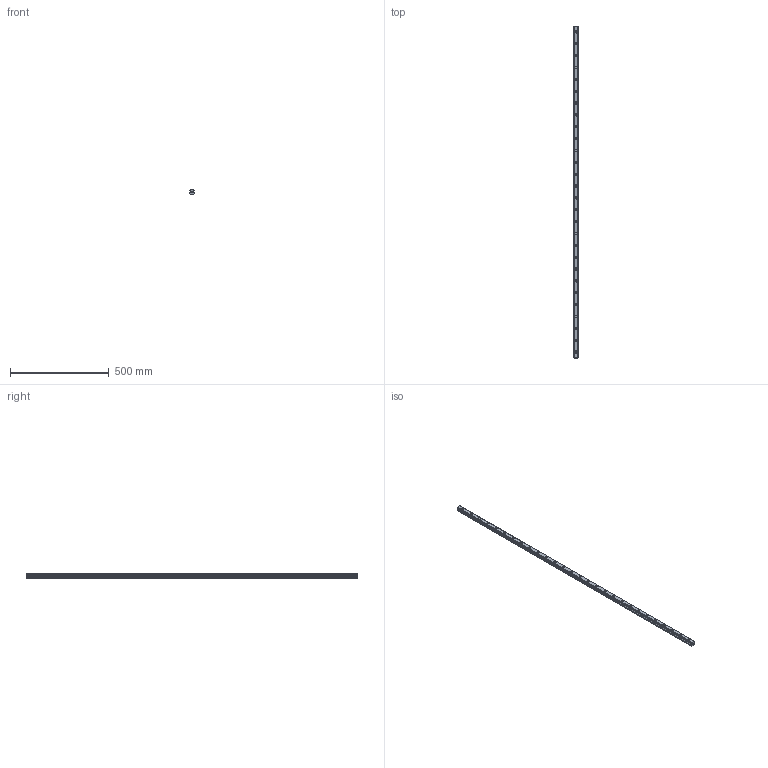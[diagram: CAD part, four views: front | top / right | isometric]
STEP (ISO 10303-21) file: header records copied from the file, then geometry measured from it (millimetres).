
FILE_DESCRIPTION(('STEP AP214'),'1');
FILE_NAME('cctmp_57F1F541-AB5D-4E22-994E-BF85892376FE_2020_5_28_14_41_35_271..stp','2020-05-28T12:41:35',('HIWIN GmbH'),('CADClick - www.CADClick.com'),'Spatial InterOp 3D',' ','unknown authorization');
FILE_SCHEMA(('AUTOMOTIVE_DESIGN'));
Length unit declared in the file: millimetre
Products named in the file (1): HGR25R1680H_FILE
Bounding box: 23 x 1680 x 22 mm (x, y, z)
Volume: 698436.3 mm3; surface area: 172955.2 mm2
Topology: 1 solids, 1 shells, 447 faces, 1155 edges, 770 vertices
Faces by surface type: plane 257, cylinder 190
Entity records: 17533 total; most frequent: DIRECTION 2655, CARTESIAN_POINT 2373, ORIENTED_EDGE 2310, EDGE_CURVE 1155, AXIS2_PLACEMENT_3D 1052, VERTEX_POINT 770, LINE 551, VECTOR 551
